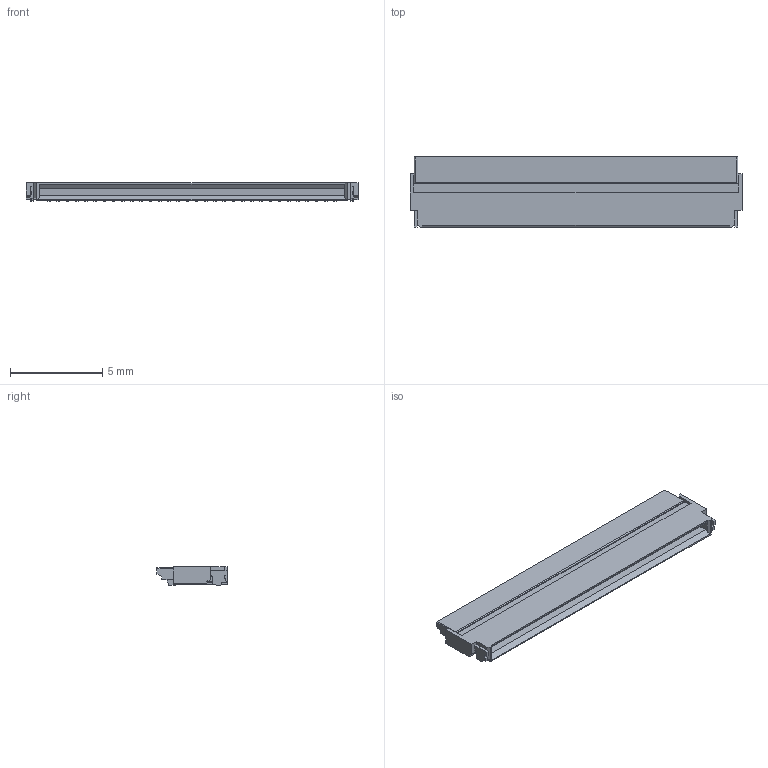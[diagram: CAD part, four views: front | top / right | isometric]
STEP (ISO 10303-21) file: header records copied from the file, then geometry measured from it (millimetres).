
FILE_DESCRIPTION(('Creo Elements/Direct Modeling STEP Export'),'2;1');
FILE_NAME('FH34SRJ-32S-0.5SH.stp','2017-09-13T13:30:11',(''),(''),'PTC Creo Elements/Direct Modeling STEP processor for AP214 (Solid Model)','PTC Creo Elements/Direct Modeling 19.0E 27-Jun-2016 (C) Parametric Technology GmbH','');
FILE_SCHEMA(('AUTOMOTIVE_DESIGN { 1 0 10303 214 1 1 1 1 }'));
Length unit declared in the file: millimetre
Products named in the file (4): p1.1; p1; FH34SRJ-32S-0.5SH.1
Assembly tree (1 placements, depth 2):
  p1.1
  p1
  FH34SRJ-32S-0.5SH.1
    FH34SRJ-32S-0.5SH.1
Bounding box: 18 x 3.8 x 1 mm (x, y, z)
Volume: 47.4 mm3; surface area: 224.4 mm2
Topology: 1 solids, 1 shells, 609 faces, 1741 edges, 1136 vertices
Faces by surface type: plane 534, cylinder 75
Entity records: 19570 total; most frequent: CARTESIAN_POINT 3483, ORIENTED_EDGE 3482, DIRECTION 3106, EDGE_CURVE 1741, VECTOR 1588, LINE 1588, VERTEX_POINT 1136, AXIS2_PLACEMENT_3D 759
